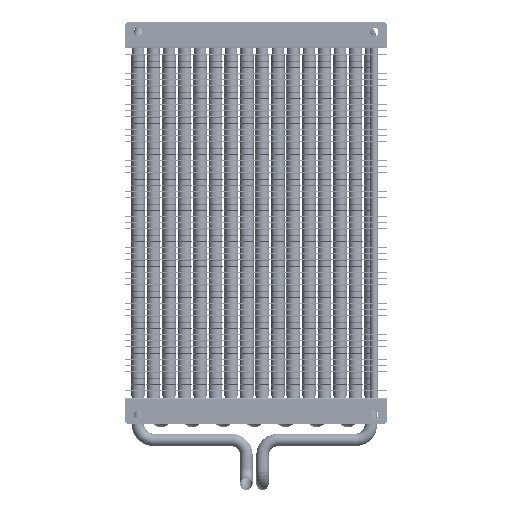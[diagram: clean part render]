
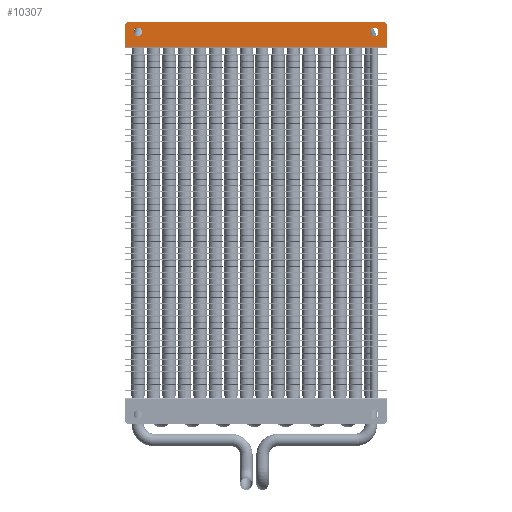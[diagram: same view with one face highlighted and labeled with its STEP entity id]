
A CAD part, left-side view. The second image highlights one B-rep face of the part: STEP entity #10307.
In plain terms, the highlighted face is planar.
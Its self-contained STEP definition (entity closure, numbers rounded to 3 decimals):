
#56 = LINE ( 'NONE', #1921, #678 ) ;
#169 = EDGE_CURVE ( 'NONE', #2883, #2417, #9066, .T. ) ;
#174 = VERTEX_POINT ( 'NONE', #10623 ) ;
#254 = AXIS2_PLACEMENT_3D ( 'NONE', #10762, #4076, #5940 ) ;
#346 = LINE ( 'NONE', #10330, #10600 ) ;
#678 = VECTOR ( 'NONE', #9268, 1000. ) ;
#833 = CARTESIAN_POINT ( 'NONE',  ( 22.5, 105., -21. ) ) ;
#869 = FACE_BOUND ( 'NONE', #1510, .T. ) ;
#924 = ORIENTED_EDGE ( 'NONE', *, *, #3954, .F. ) ;
#929 = AXIS2_PLACEMENT_3D ( 'NONE', #8363, #5028, #8463 ) ;
#1044 = VERTEX_POINT ( 'NONE', #4012 ) ;
#1181 = EDGE_CURVE ( 'NONE', #3004, #2980, #56, .T. ) ;
#1440 = CARTESIAN_POINT ( 'NONE',  ( 22.5, -62., -62. ) ) ;
#1477 = CARTESIAN_POINT ( 'NONE',  ( 22.5, 95., -16.5 ) ) ;
#1481 = VECTOR ( 'NONE', #1714, 1000. ) ;
#1510 = EDGE_LOOP ( 'NONE', ( #1670, #2549 ) ) ;
#1567 = CARTESIAN_POINT ( 'NONE',  ( 22.5, -105., -19. ) ) ;
#1670 = ORIENTED_EDGE ( 'NONE', *, *, #169, .F. ) ;
#1714 = DIRECTION ( 'NONE',  ( 0., 0., -1. ) ) ;
#1795 = ORIENTED_EDGE ( 'NONE', *, *, #2153, .T. ) ;
#1797 = FACE_OUTER_BOUND ( 'NONE', #8083, .T. ) ;
#1798 = CARTESIAN_POINT ( 'NONE',  ( 22.5, 103., -21. ) ) ;
#1882 = AXIS2_PLACEMENT_3D ( 'NONE', #5100, #8483, #4394 ) ;
#1908 = AXIS2_PLACEMENT_3D ( 'NONE', #4456, #9490, #3639 ) ;
#1921 = CARTESIAN_POINT ( 'NONE',  ( 22.5, -105., -21. ) ) ;
#2153 = EDGE_CURVE ( 'NONE', #9275, #2980, #7183, .T. ) ;
#2417 = VERTEX_POINT ( 'NONE', #4124 ) ;
#2549 = ORIENTED_EDGE ( 'NONE', *, *, #3593, .F. ) ;
#2693 = DIRECTION ( 'NONE',  ( 0., 0.707, 0.707 ) ) ;
#2883 = VERTEX_POINT ( 'NONE', #1477 ) ;
#2980 = VERTEX_POINT ( 'NONE', #9308 ) ;
#2997 = DIRECTION ( 'NONE',  ( 0., 0., -1. ) ) ;
#3004 = VERTEX_POINT ( 'NONE', #1798 ) ;
#3376 = CARTESIAN_POINT ( 'NONE',  ( 22.5, 0., -0.55 ) ) ;
#3417 = CARTESIAN_POINT ( 'NONE',  ( 22.5, -105., -0.55 ) ) ;
#3509 = PLANE ( 'NONE',  #1882 ) ;
#3593 = EDGE_CURVE ( 'NONE', #2417, #2883, #5658, .T. ) ;
#3639 = DIRECTION ( 'NONE',  ( 0., 0., -1. ) ) ;
#3826 = CARTESIAN_POINT ( 'NONE',  ( 22.5, 95., -13. ) ) ;
#3907 = ORIENTED_EDGE ( 'NONE', *, *, #9408, .T. ) ;
#3954 = EDGE_CURVE ( 'NONE', #174, #5344, #6974, .T. ) ;
#4012 = CARTESIAN_POINT ( 'NONE',  ( 22.5, 105., -19. ) ) ;
#4076 = DIRECTION ( 'NONE',  ( 1., 0., 0. ) ) ;
#4124 = CARTESIAN_POINT ( 'NONE',  ( 22.5, 95., -9.5 ) ) ;
#4358 = CARTESIAN_POINT ( 'NONE',  ( 22.5, -105., -0.5 ) ) ;
#4394 = DIRECTION ( 'NONE',  ( 0., 0., 1. ) ) ;
#4421 = EDGE_CURVE ( 'NONE', #9275, #5715, #4511, .T. ) ;
#4456 = CARTESIAN_POINT ( 'NONE',  ( 22.5, -95., -13. ) ) ;
#4511 = LINE ( 'NONE', #4358, #6418 ) ;
#4804 = VERTEX_POINT ( 'NONE', #8367 ) ;
#5028 = DIRECTION ( 'NONE',  ( 1., 0., 0. ) ) ;
#5100 = CARTESIAN_POINT ( 'NONE',  ( 22.5, 0., 0. ) ) ;
#5146 = FACE_BOUND ( 'NONE', #7191, .T. ) ;
#5337 = CIRCLE ( 'NONE', #254, 3.5 ) ;
#5344 = VERTEX_POINT ( 'NONE', #8615 ) ;
#5393 = AXIS2_PLACEMENT_3D ( 'NONE', #3826, #7252, #2997 ) ;
#5658 = CIRCLE ( 'NONE', #929, 3.5 ) ;
#5715 = VERTEX_POINT ( 'NONE', #3417 ) ;
#5746 = EDGE_CURVE ( 'NONE', #4804, #1044, #6745, .T. ) ;
#5796 = ORIENTED_EDGE ( 'NONE', *, *, #5746, .F. ) ;
#5940 = DIRECTION ( 'NONE',  ( 0., 0., -1. ) ) ;
#6418 = VECTOR ( 'NONE', #9388, 1000. ) ;
#6745 = LINE ( 'NONE', #833, #1481 ) ;
#6772 = ORIENTED_EDGE ( 'NONE', *, *, #7151, .F. ) ;
#6822 = VECTOR ( 'NONE', #7227, 1000. ) ;
#6974 = CIRCLE ( 'NONE', #1908, 3.5 ) ;
#7090 = VECTOR ( 'NONE', #7530, 1000. ) ;
#7151 = EDGE_CURVE ( 'NONE', #5344, #174, #5337, .T. ) ;
#7183 = LINE ( 'NONE', #1440, #6822 ) ;
#7187 = ORIENTED_EDGE ( 'NONE', *, *, #4421, .F. ) ;
#7191 = EDGE_LOOP ( 'NONE', ( #924, #6772 ) ) ;
#7227 = DIRECTION ( 'NONE',  ( 0., 0.707, -0.707 ) ) ;
#7252 = DIRECTION ( 'NONE',  ( 1., 0., 0. ) ) ;
#7320 = EDGE_CURVE ( 'NONE', #3004, #1044, #346, .T. ) ;
#7530 = DIRECTION ( 'NONE',  ( 0., -1., 0. ) ) ;
#7611 = ORIENTED_EDGE ( 'NONE', *, *, #1181, .F. ) ;
#8083 = EDGE_LOOP ( 'NONE', ( #7187, #1795, #7611, #9647, #5796, #3907 ) ) ;
#8363 = CARTESIAN_POINT ( 'NONE',  ( 22.5, 95., -13. ) ) ;
#8367 = CARTESIAN_POINT ( 'NONE',  ( 22.5, 105., -0.55 ) ) ;
#8416 = LINE ( 'NONE', #3376, #7090 ) ;
#8463 = DIRECTION ( 'NONE',  ( 0., 0., -1. ) ) ;
#8483 = DIRECTION ( 'NONE',  ( 1., 0., 0. ) ) ;
#8615 = CARTESIAN_POINT ( 'NONE',  ( 22.5, -95., -9.5 ) ) ;
#9066 = CIRCLE ( 'NONE', #5393, 3.5 ) ;
#9268 = DIRECTION ( 'NONE',  ( 0., -1., 0. ) ) ;
#9275 = VERTEX_POINT ( 'NONE', #1567 ) ;
#9308 = CARTESIAN_POINT ( 'NONE',  ( 22.5, -103., -21. ) ) ;
#9388 = DIRECTION ( 'NONE',  ( 0., 0., 1. ) ) ;
#9408 = EDGE_CURVE ( 'NONE', #4804, #5715, #8416, .T. ) ;
#9490 = DIRECTION ( 'NONE',  ( 1., 0., 0. ) ) ;
#9647 = ORIENTED_EDGE ( 'NONE', *, *, #7320, .T. ) ;
#10307 = ADVANCED_FACE ( 'NONE', ( #1797, #869, #5146 ), #3509, .T. ) ;
#10330 = CARTESIAN_POINT ( 'NONE',  ( 22.5, 62., -62. ) ) ;
#10600 = VECTOR ( 'NONE', #2693, 1000. ) ;
#10623 = CARTESIAN_POINT ( 'NONE',  ( 22.5, -95., -16.5 ) ) ;
#10762 = CARTESIAN_POINT ( 'NONE',  ( 22.5, -95., -13. ) ) ;
